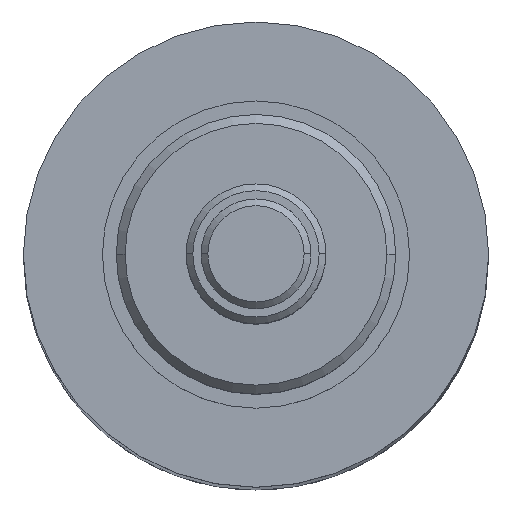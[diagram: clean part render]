
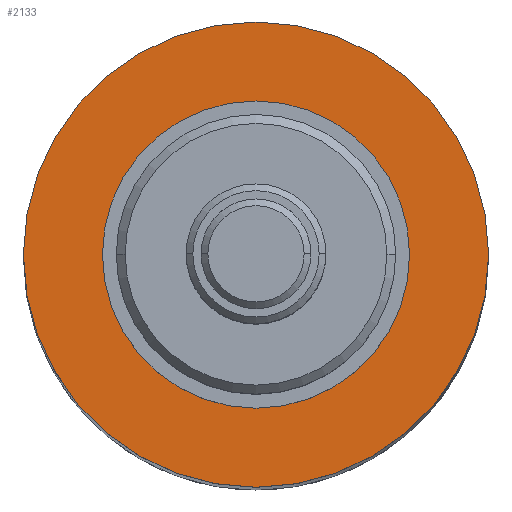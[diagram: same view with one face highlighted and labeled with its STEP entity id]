
A CAD part, top view. The second image highlights one B-rep face of the part: STEP entity #2133.
In plain terms, the highlighted planar face has unit normal (0, 0, 1).
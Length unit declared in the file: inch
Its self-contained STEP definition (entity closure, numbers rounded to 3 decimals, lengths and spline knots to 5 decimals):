
#43 = CARTESIAN_POINT ( 'NONE',  ( 0., 0., 0.92 ) ) ;
#89 = ORIENTED_EDGE ( 'NONE', *, *, #746, .T. ) ;
#105 = ORIENTED_EDGE ( 'NONE', *, *, #1027, .F. ) ;
#199 = EDGE_CURVE ( 'NONE', #609, #1437, #949, .T. ) ;
#215 = DIRECTION ( 'NONE',  ( 1., 0., 0. ) ) ;
#242 = CIRCLE ( 'NONE', #1598, 0.68675 ) ;
#247 = CARTESIAN_POINT ( 'NONE',  ( 0., 0., 0.92 ) ) ;
#351 = ORIENTED_EDGE ( 'NONE', *, *, #1857, .T. ) ;
#418 = DIRECTION ( 'NONE',  ( 1., 0., 0. ) ) ;
#534 = CARTESIAN_POINT ( 'NONE',  ( -0.68675, 0., 0.92 ) ) ;
#561 = VERTEX_POINT ( 'NONE', #1380 ) ;
#581 = PLANE ( 'NONE',  #1625 ) ;
#596 = DIRECTION ( 'NONE',  ( 0., 0., 1. ) ) ;
#598 = FACE_BOUND ( 'NONE', #1486, .T. ) ;
#609 = VERTEX_POINT ( 'NONE', #534 ) ;
#699 = VERTEX_POINT ( 'NONE', #1485 ) ;
#706 = AXIS2_PLACEMENT_3D ( 'NONE', #43, #1243, #215 ) ;
#743 = CIRCLE ( 'NONE', #1667, 1.04 ) ;
#746 = EDGE_CURVE ( 'NONE', #699, #561, #1133, .T. ) ;
#756 = AXIS2_PLACEMENT_3D ( 'NONE', #819, #1980, #998 ) ;
#819 = CARTESIAN_POINT ( 'NONE',  ( 0., 0., 0.92 ) ) ;
#929 = DIRECTION ( 'NONE',  ( 0., 0., 1. ) ) ;
#949 = CIRCLE ( 'NONE', #706, 0.68675 ) ;
#995 = CARTESIAN_POINT ( 'NONE',  ( 0.68675, 0., 0.92 ) ) ;
#998 = DIRECTION ( 'NONE',  ( 1., 0., 0. ) ) ;
#1013 = FACE_OUTER_BOUND ( 'NONE', #1328, .T. ) ;
#1027 = EDGE_CURVE ( 'NONE', #1437, #609, #242, .T. ) ;
#1133 = CIRCLE ( 'NONE', #756, 1.04 ) ;
#1243 = DIRECTION ( 'NONE',  ( 0., 0., 1. ) ) ;
#1328 = EDGE_LOOP ( 'NONE', ( #351, #89 ) ) ;
#1380 = CARTESIAN_POINT ( 'NONE',  ( -1.04, 0., 0.92 ) ) ;
#1437 = VERTEX_POINT ( 'NONE', #995 ) ;
#1445 = DIRECTION ( 'NONE',  ( 0., 0., 1. ) ) ;
#1485 = CARTESIAN_POINT ( 'NONE',  ( 1.04, 0., 0.92 ) ) ;
#1486 = EDGE_LOOP ( 'NONE', ( #1775, #105 ) ) ;
#1598 = AXIS2_PLACEMENT_3D ( 'NONE', #1617, #596, #1768 ) ;
#1617 = CARTESIAN_POINT ( 'NONE',  ( 0., 0., 0.92 ) ) ;
#1625 = AXIS2_PLACEMENT_3D ( 'NONE', #1920, #929, #2093 ) ;
#1667 = AXIS2_PLACEMENT_3D ( 'NONE', #247, #1445, #418 ) ;
#1768 = DIRECTION ( 'NONE',  ( 1., 0., 0. ) ) ;
#1775 = ORIENTED_EDGE ( 'NONE', *, *, #199, .F. ) ;
#1857 = EDGE_CURVE ( 'NONE', #561, #699, #743, .T. ) ;
#1920 = CARTESIAN_POINT ( 'NONE',  ( 0., 0., 0.92 ) ) ;
#1980 = DIRECTION ( 'NONE',  ( 0., 0., 1. ) ) ;
#2093 = DIRECTION ( 'NONE',  ( 1., 0., 0. ) ) ;
#2133 = ADVANCED_FACE ( 'NONE', ( #1013, #598 ), #581, .T. ) ;
